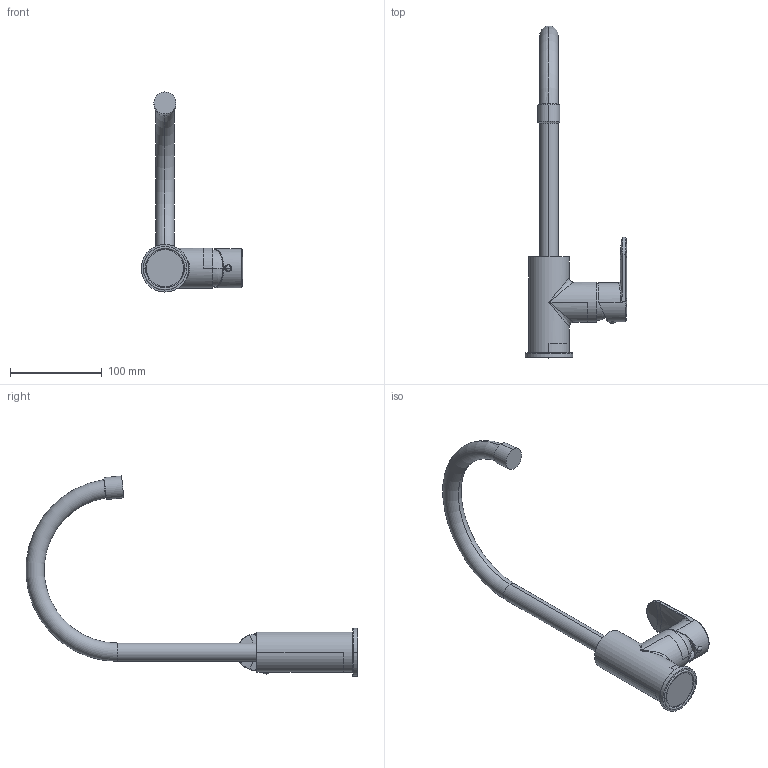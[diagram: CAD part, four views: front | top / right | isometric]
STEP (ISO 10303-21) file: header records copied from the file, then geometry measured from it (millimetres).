
FILE_DESCRIPTION((''),'2;1');
FILE_NAME('CA181CR','2021-01-13T13:45:42',('ut3'),('PAFFONI SpA'),'CREO PARAMETRIC BY PTC INC, 2020044','CREO PARAMETRIC BY PTC INC, 2020044','');
FILE_SCHEMA(('CONFIG_CONTROL_DESIGN','SHAPE_APPEARANCE_LAYERS_GROUPS'));
Length unit declared in the file: millimetre
Products named in the file (1): CA181CR
Bounding box: 111 x 362.05 x 218.37 mm (x, y, z)
Volume: 297063.7 mm3; surface area: 92051.3 mm2
Topology: 2 solids, 2 shells, 346 faces, 817 edges, 499 vertices
Faces by surface type: cylinder 139, plane 93, cone 49, bspline 39, torus 22, sphere 4
Entity records: 17132 total; most frequent: CARTESIAN_POINT 6863, DIRECTION 1647, ORIENTED_EDGE 1602, EDGE_CURVE 801, AXIS2_PLACEMENT_3D 675, VERTEX_POINT 499, EDGE_LOOP 404, CIRCLE 368
